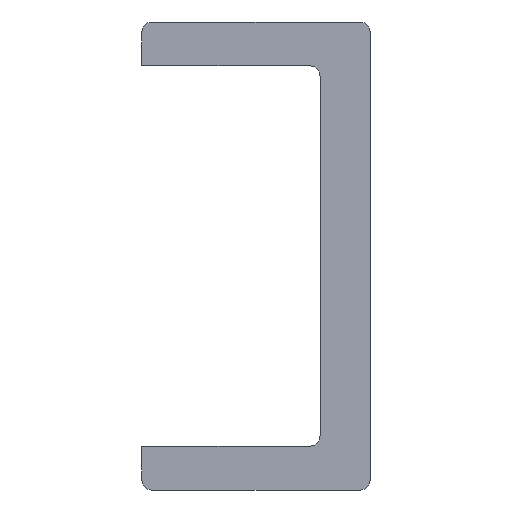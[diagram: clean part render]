
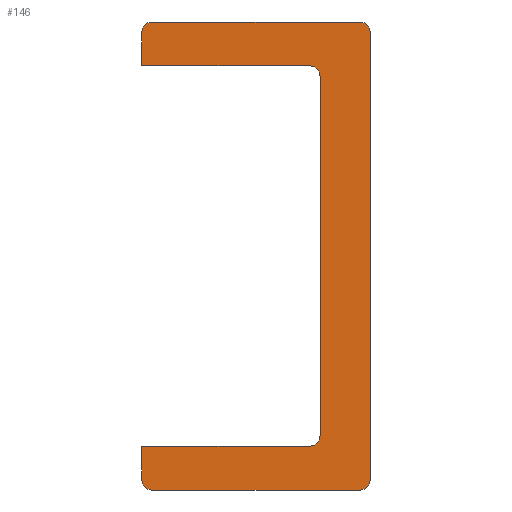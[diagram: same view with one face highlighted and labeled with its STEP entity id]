
A CAD part, front view. The second image highlights one B-rep face of the part: STEP entity #146.
In plain terms, the highlighted planar face has unit normal (0, -1, 0).
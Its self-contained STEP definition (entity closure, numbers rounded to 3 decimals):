
#146 = ADVANCED_FACE( '', ( #369 ), #370, .F. );
#369 = FACE_OUTER_BOUND( '', #764, .T. );
#370 = PLANE( '', #765 );
#764 = EDGE_LOOP( '', ( #1191, #1192, #1193, #1194, #1195, #1196, #1197, #1198, #1199, #1200, #1201, #1202, #1203, #1204 ) );
#765 = AXIS2_PLACEMENT_3D( '', #1205, #1206, #1207 );
#1191 = ORIENTED_EDGE( '', *, *, #1756, .F. );
#1192 = ORIENTED_EDGE( '', *, *, #1757, .T. );
#1193 = ORIENTED_EDGE( '', *, *, #1758, .F. );
#1194 = ORIENTED_EDGE( '', *, *, #1759, .T. );
#1195 = ORIENTED_EDGE( '', *, *, #1760, .F. );
#1196 = ORIENTED_EDGE( '', *, *, #1761, .F. );
#1197 = ORIENTED_EDGE( '', *, *, #1762, .F. );
#1198 = ORIENTED_EDGE( '', *, *, #1763, .F. );
#1199 = ORIENTED_EDGE( '', *, *, #1764, .F. );
#1200 = ORIENTED_EDGE( '', *, *, #1765, .F. );
#1201 = ORIENTED_EDGE( '', *, *, #1766, .F. );
#1202 = ORIENTED_EDGE( '', *, *, #1767, .T. );
#1203 = ORIENTED_EDGE( '', *, *, #1768, .F. );
#1204 = ORIENTED_EDGE( '', *, *, #1769, .T. );
#1205 = CARTESIAN_POINT( '', ( -10.5, 0., 21.5 ) );
#1206 = DIRECTION( '', ( 0., 1., 0. ) );
#1207 = DIRECTION( '', ( 0., 0., 1. ) );
#1756 = EDGE_CURVE( '', #2020, #2021, #2022, .T. );
#1757 = EDGE_CURVE( '', #2020, #2023, #2024, .F. );
#1758 = EDGE_CURVE( '', #2025, #2023, #2026, .T. );
#1759 = EDGE_CURVE( '', #2025, #2027, #2028, .F. );
#1760 = EDGE_CURVE( '', #2029, #2027, #2030, .T. );
#1761 = EDGE_CURVE( '', #2031, #2029, #2032, .T. );
#1762 = EDGE_CURVE( '', #2033, #2031, #2034, .T. );
#1763 = EDGE_CURVE( '', #2035, #2033, #2036, .T. );
#1764 = EDGE_CURVE( '', #2037, #2035, #2038, .T. );
#1765 = EDGE_CURVE( '', #2039, #2037, #2040, .T. );
#1766 = EDGE_CURVE( '', #2041, #2039, #2042, .T. );
#1767 = EDGE_CURVE( '', #2041, #2043, #2044, .F. );
#1768 = EDGE_CURVE( '', #2045, #2043, #2046, .T. );
#1769 = EDGE_CURVE( '', #2045, #2021, #2047, .F. );
#2020 = VERTEX_POINT( '', #2378 );
#2021 = VERTEX_POINT( '', #2379 );
#2022 = LINE( '', #2380, #2381 );
#2023 = VERTEX_POINT( '', #2382 );
#2024 = CIRCLE( '', #2383, 0.9 );
#2025 = VERTEX_POINT( '', #2384 );
#2026 = LINE( '', #2385, #2386 );
#2027 = VERTEX_POINT( '', #2387 );
#2028 = CIRCLE( '', #2388, 0.9 );
#2029 = VERTEX_POINT( '', #2389 );
#2030 = LINE( '', #2390, #2391 );
#2031 = VERTEX_POINT( '', #2392 );
#2032 = LINE( '', #2393, #2394 );
#2033 = VERTEX_POINT( '', #2395 );
#2034 = CIRCLE( '', #2396, 1. );
#2035 = VERTEX_POINT( '', #2397 );
#2036 = LINE( '', #2398, #2399 );
#2037 = VERTEX_POINT( '', #2400 );
#2038 = CIRCLE( '', #2401, 1. );
#2039 = VERTEX_POINT( '', #2402 );
#2040 = LINE( '', #2403, #2404 );
#2041 = VERTEX_POINT( '', #2405 );
#2042 = LINE( '', #2406, #2407 );
#2043 = VERTEX_POINT( '', #2408 );
#2044 = CIRCLE( '', #2409, 0.9 );
#2045 = VERTEX_POINT( '', #2410 );
#2046 = LINE( '', #2411, #2412 );
#2047 = CIRCLE( '', #2413, 0.9 );
#2378 = CARTESIAN_POINT( '', ( 10.5, 0., 20.6 ) );
#2379 = CARTESIAN_POINT( '', ( 10.5, 0., -20.6 ) );
#2380 = CARTESIAN_POINT( '', ( 10.5, 0., 21.5 ) );
#2381 = VECTOR( '', #2782, 1000. );
#2382 = CARTESIAN_POINT( '', ( 9.6, 0., 21.5 ) );
#2383 = AXIS2_PLACEMENT_3D( '', #2783, #2784, #2785 );
#2384 = CARTESIAN_POINT( '', ( -9.6, 0., 21.5 ) );
#2385 = CARTESIAN_POINT( '', ( -10.5, 0., 21.5 ) );
#2386 = VECTOR( '', #2786, 1000. );
#2387 = CARTESIAN_POINT( '', ( -10.5, 0., 20.6 ) );
#2388 = AXIS2_PLACEMENT_3D( '', #2787, #2788, #2789 );
#2389 = CARTESIAN_POINT( '', ( -10.5, 0., 17.5 ) );
#2390 = CARTESIAN_POINT( '', ( -10.5, 0., -21.5 ) );
#2391 = VECTOR( '', #2790, 1000. );
#2392 = CARTESIAN_POINT( '', ( 4.9, 0., 17.5 ) );
#2393 = CARTESIAN_POINT( '', ( 4.9, 0., 17.5 ) );
#2394 = VECTOR( '', #2791, 1000. );
#2395 = CARTESIAN_POINT( '', ( 5.9, 0., 16.5 ) );
#2396 = AXIS2_PLACEMENT_3D( '', #2792, #2793, #2794 );
#2397 = CARTESIAN_POINT( '', ( 5.9, 0., -16.5 ) );
#2398 = CARTESIAN_POINT( '', ( 5.9, 0., 16.5 ) );
#2399 = VECTOR( '', #2795, 1000. );
#2400 = CARTESIAN_POINT( '', ( 4.9, 0., -17.5 ) );
#2401 = AXIS2_PLACEMENT_3D( '', #2796, #2797, #2798 );
#2402 = CARTESIAN_POINT( '', ( -10.5, 0., -17.5 ) );
#2403 = CARTESIAN_POINT( '', ( 4.9, 0., -17.5 ) );
#2404 = VECTOR( '', #2799, 1000. );
#2405 = CARTESIAN_POINT( '', ( -10.5, 0., -20.6 ) );
#2406 = CARTESIAN_POINT( '', ( -10.5, 0., -21.5 ) );
#2407 = VECTOR( '', #2800, 1000. );
#2408 = CARTESIAN_POINT( '', ( -9.6, 0., -21.5 ) );
#2409 = AXIS2_PLACEMENT_3D( '', #2801, #2802, #2803 );
#2410 = CARTESIAN_POINT( '', ( 9.6, 0., -21.5 ) );
#2411 = CARTESIAN_POINT( '', ( 10.5, 0., -21.5 ) );
#2412 = VECTOR( '', #2804, 1000. );
#2413 = AXIS2_PLACEMENT_3D( '', #2805, #2806, #2807 );
#2782 = DIRECTION( '', ( 0., 0., -1. ) );
#2783 = CARTESIAN_POINT( '', ( 9.6, 0., 20.6 ) );
#2784 = DIRECTION( '', ( 0., 1., 0. ) );
#2785 = DIRECTION( '', ( 0., 0., 1. ) );
#2786 = DIRECTION( '', ( 1., 0., 0. ) );
#2787 = CARTESIAN_POINT( '', ( -9.6, 0., 20.6 ) );
#2788 = DIRECTION( '', ( 0., 1., 0. ) );
#2789 = DIRECTION( '', ( 0., 0., 1. ) );
#2790 = DIRECTION( '', ( 0., 0., 1. ) );
#2791 = DIRECTION( '', ( -1., 0., 0. ) );
#2792 = CARTESIAN_POINT( '', ( 4.9, 0., 16.5 ) );
#2793 = DIRECTION( '', ( 0., -1., 0. ) );
#2794 = DIRECTION( '', ( -1., 0., 0. ) );
#2795 = DIRECTION( '', ( 0., 0., 1. ) );
#2796 = CARTESIAN_POINT( '', ( 4.9, 0., -16.5 ) );
#2797 = DIRECTION( '', ( 0., -1., 0. ) );
#2798 = DIRECTION( '', ( -1., 0., 0. ) );
#2799 = DIRECTION( '', ( 1., 0., 0. ) );
#2800 = DIRECTION( '', ( 0., 0., 1. ) );
#2801 = CARTESIAN_POINT( '', ( -9.6, 0., -20.6 ) );
#2802 = DIRECTION( '', ( 0., 1., 0. ) );
#2803 = DIRECTION( '', ( 0., 0., 1. ) );
#2804 = DIRECTION( '', ( -1., 0., 0. ) );
#2805 = CARTESIAN_POINT( '', ( 9.6, 0., -20.6 ) );
#2806 = DIRECTION( '', ( 0., 1., 0. ) );
#2807 = DIRECTION( '', ( 0., 0., 1. ) );
